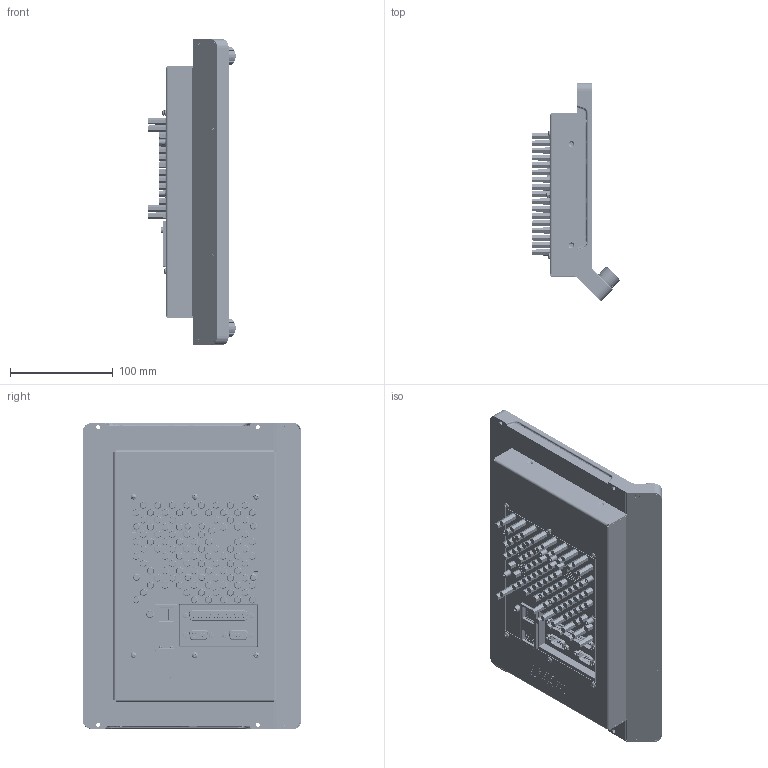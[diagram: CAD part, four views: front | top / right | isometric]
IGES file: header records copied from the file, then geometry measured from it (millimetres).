
Start section: SolidWorks IGES file using analytic representation for surfaces
Global section: file name: 104769-000 - SALES ASSY SV-HDX1200 SAND FILLED.IGS; native system: SolidWorks 2023; preprocessor: SolidWorks 2023; author: jnichols; date: 240429.114706; units: inch
Bounding box: 84.93 x 212.49 x 297 mm (x, y, z)
Surface area: 212176.8 mm2 (no closed solid volume)
Topology: 0 solids, 0 shells, 6663 faces, 65569 edges, 65533 vertices
Faces by surface type: bspline 4997, revolution 1666
